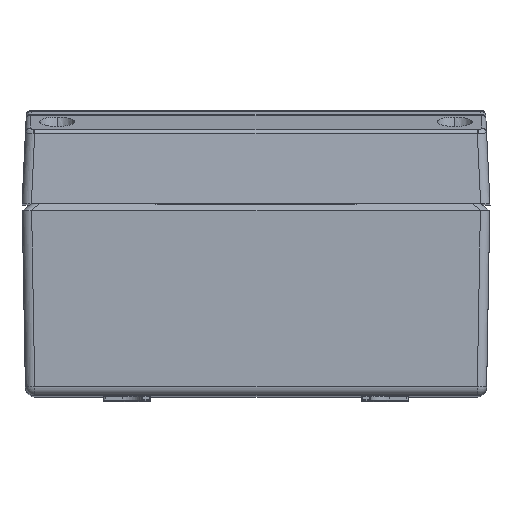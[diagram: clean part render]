
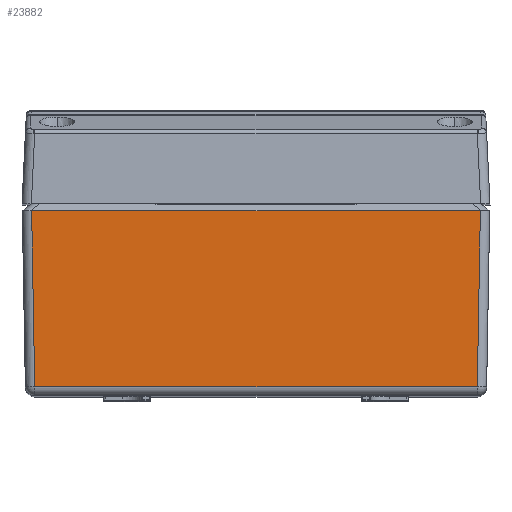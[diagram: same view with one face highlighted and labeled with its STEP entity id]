
A CAD part, top view. The second image highlights one B-rep face of the part: STEP entity #23882.
In plain terms, the highlighted planar face has unit normal (0, -0.018, 1).
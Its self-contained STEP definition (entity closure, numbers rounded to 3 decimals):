
#8973 = CARTESIAN_POINT ( 'NONE',  ( 47.284, -41.035, 79.284 ) ) ;
#9054 = DIRECTION ( 'NONE',  ( 0.017, 1., 0.017 ) ) ;
#9055 = VECTOR ( 'NONE', #9054, 1000. ) ;
#9056 = CARTESIAN_POINT ( 'NONE',  ( 47.97, -1.71, 79.97 ) ) ;
#9057 = LINE ( 'NONE', #9056, #9055 ) ;
#9060 = DIRECTION ( 'NONE',  ( -1., 0., 0. ) ) ;
#9061 = CARTESIAN_POINT ( 'NONE',  ( 47.939, -3.5, 79.939 ) ) ;
#9062 = LINE ( 'NONE', #9069, #9068 ) ;
#9068 = VECTOR ( 'NONE', #9060, 1000. ) ;
#9069 = CARTESIAN_POINT ( 'NONE',  ( -50., -3.5, 79.939 ) ) ;
#9072 = PLANE ( 'NONE',  #9079 ) ;
#9075 = CARTESIAN_POINT ( 'NONE',  ( -47.284, -41.035, 79.284 ) ) ;
#9079 = AXIS2_PLACEMENT_3D ( 'NONE', #9109, #9108, #9107 ) ;
#9081 = FACE_OUTER_BOUND ( 'NONE', #23799, .T. ) ;
#9107 = DIRECTION ( 'NONE',  ( 0., -1., -0.017 ) ) ;
#9108 = DIRECTION ( 'NONE',  ( 0., -0.017, 1. ) ) ;
#9109 = CARTESIAN_POINT ( 'NONE',  ( -50., 0., 80. ) ) ;
#9112 = DIRECTION ( 'NONE',  ( 1., 0., 0. ) ) ;
#9114 = VECTOR ( 'NONE', #9112, 1000. ) ;
#9115 = CARTESIAN_POINT ( 'NONE',  ( 49.249, -41.035, 79.284 ) ) ;
#9116 = LINE ( 'NONE', #9115, #9114 ) ;
#9162 = CARTESIAN_POINT ( 'NONE',  ( -47.939, -3.5, 79.939 ) ) ;
#11666 = VECTOR ( 'NONE', #11670, 1000. ) ;
#11670 = DIRECTION ( 'NONE',  ( 0.017, -1., -0.017 ) ) ;
#11671 = CARTESIAN_POINT ( 'NONE',  ( -48.001, 0.035, 80.001 ) ) ;
#11672 = LINE ( 'NONE', #11671, #11666 ) ;
#23799 = EDGE_LOOP ( 'NONE', ( #23802, #23850, #23854, #23844 ) ) ;
#23800 = VERTEX_POINT ( 'NONE', #8973 ) ;
#23802 = ORIENTED_EDGE ( 'NONE', *, *, #23878, .T. ) ;
#23844 = ORIENTED_EDGE ( 'NONE', *, *, #24826, .T. ) ;
#23848 = EDGE_CURVE ( 'NONE', #23852, #23924, #9062, .T. ) ;
#23850 = ORIENTED_EDGE ( 'NONE', *, *, #23855, .T. ) ;
#23852 = VERTEX_POINT ( 'NONE', #9061 ) ;
#23854 = ORIENTED_EDGE ( 'NONE', *, *, #23848, .T. ) ;
#23855 = EDGE_CURVE ( 'NONE', #23800, #23852, #9057, .T. ) ;
#23878 = EDGE_CURVE ( 'NONE', #23879, #23800, #9116, .T. ) ;
#23879 = VERTEX_POINT ( 'NONE', #9075 ) ;
#23882 = ADVANCED_FACE ( 'NONE', ( #9081 ), #9072, .T. ) ;
#23924 = VERTEX_POINT ( 'NONE', #9162 ) ;
#24826 = EDGE_CURVE ( 'NONE', #23924, #23879, #11672, .T. ) ;
